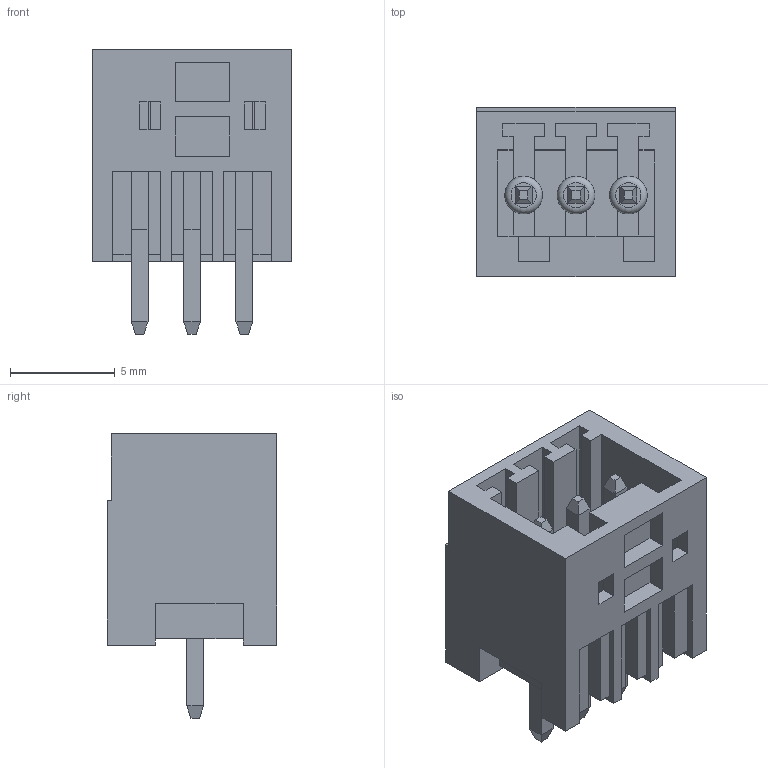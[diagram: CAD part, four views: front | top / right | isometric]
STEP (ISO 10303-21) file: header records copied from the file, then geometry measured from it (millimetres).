
FILE_DESCRIPTION( ( 'Unknown' ), '1' );
FILE_NAME( '691382000003.stp', 'Unknown', ( 'Unknown' ), ( 'Unknown' ), 'PSStep 17.0.49', 'Unknown', ' ' );
FILE_SCHEMA( ( 'AUTOMOTIVE_DESIGN { 1 0 10303 214 1 1 1 1 }' ) );
Length unit declared in the file: millimetre
Products named in the file (3): Assem1; 6913820000xx_PIN; 691382000003
Assembly tree (4 placements, depth 2):
  Assem1
    6913820000xx_PIN  x3
    691382000003
Bounding box: 9.5 x 8.1 x 13.6 mm (x, y, z)
Volume: 415.1 mm3; surface area: 1147 mm2
Topology: 4 solids, 4 shells, 237 faces, 632 edges, 409 vertices
Faces by surface type: plane 231, torus 3, cylinder 3
Full cylindrical faces by diameter (mm): 1.8 x3
Entity records: 8205 total; most frequent: CARTESIAN_POINT 1155, ORIENTED_EDGE 1134, DIRECTION 1013, EDGE_CURVE 567, LINE 549, VECTOR 549, VERTEX_POINT 374, AXIS2_PLACEMENT_3D 232
